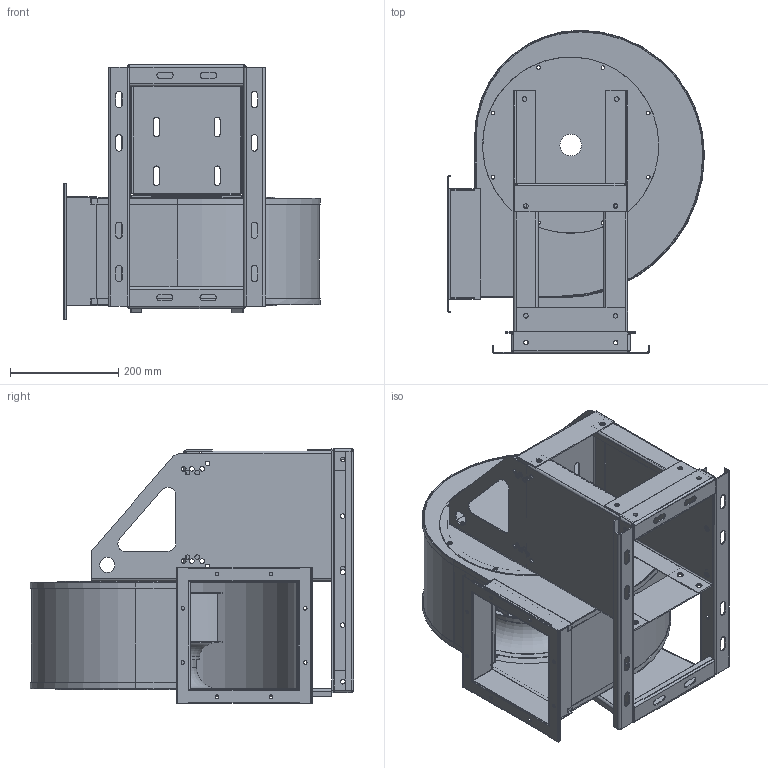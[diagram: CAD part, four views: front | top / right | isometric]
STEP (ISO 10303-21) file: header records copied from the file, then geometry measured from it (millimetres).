
FILE_DESCRIPTION(('STEP AP203'), '1');
FILE_NAME('BP 80-70-2.8', '', ('UNSPECIFIED'), ('UNSPECIFIED'), 'ASCON STEP Converter 1.3', 'ASCON Math Kernel', '');
FILE_SCHEMA(('CONFIG_CONTROL_DESIGN'));
Length unit declared in the file: millimetre
Products named in the file (1): 覆 280-46-2.8
Bounding box: 474 x 596.6 x 470.3 mm (x, y, z)
Volume: 2193766.2 mm3; surface area: 2696304.3 mm2
Topology: 3 solids, 3 shells, 1069 faces, 3045 edges, 1872 vertices
Faces by surface type: plane 769, cylinder 277, bspline 18, torus 5
Full cylindrical faces by diameter (mm): 6.5 x24, 8.5 x53, 9.3 x20, 11.3 x20, 28 x2, 40 x1, 80.3 x1, 185 x1, 189 x1, 196.588 x1, 199.588 x1, 283.933 x2, 296.8 x2, 325 x1
Entity records: 44474 total; most frequent: CARTESIAN_POINT 7513, DIRECTION 5829, ORIENTED_EDGE 5816, EDGE_CURVE 2908, LINE 1953, VECTOR 1953, AXIS2_PLACEMENT_3D 1938, VERTEX_POINT 1870
